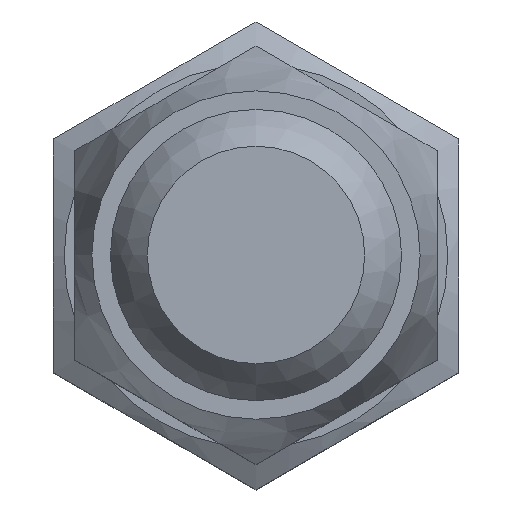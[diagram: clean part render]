
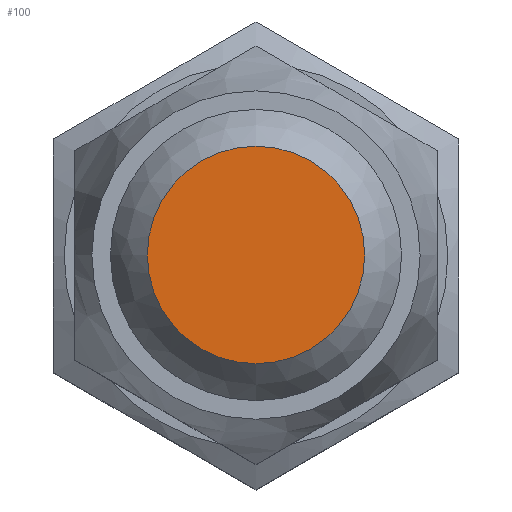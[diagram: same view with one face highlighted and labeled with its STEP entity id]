
A CAD part, top view. The second image highlights one B-rep face of the part: STEP entity #100.
In plain terms, the highlighted planar face has unit normal (0, 0, 1).
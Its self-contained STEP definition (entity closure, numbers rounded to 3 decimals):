
#100 = ADVANCED_FACE( '', ( #167 ), #168, .T. );
#167 = FACE_OUTER_BOUND( '', #240, .T. );
#168 = PLANE( '', #241 );
#240 = EDGE_LOOP( '', ( #427 ) );
#241 = AXIS2_PLACEMENT_3D( '', #428, #429, #430 );
#427 = ORIENTED_EDGE( '', *, *, #518, .F. );
#428 = CARTESIAN_POINT( '', ( 0., -5.099, 15. ) );
#429 = DIRECTION( '', ( 0., 0., 1. ) );
#430 = DIRECTION( '', ( 1., 0., 0. ) );
#518 = EDGE_CURVE( '', #615, #615, #616, .T. );
#615 = VERTEX_POINT( '', #1098 );
#616 = CIRCLE( '', #1099, 5.099 );
#1098 = CARTESIAN_POINT( '', ( -5.099, 0., 15. ) );
#1099 = AXIS2_PLACEMENT_3D( '', #1163, #1164, #1165 );
#1163 = CARTESIAN_POINT( '', ( 0., 0., 15. ) );
#1164 = DIRECTION( '', ( 0., 0., -1. ) );
#1165 = DIRECTION( '', ( -1., 0., 0. ) );
